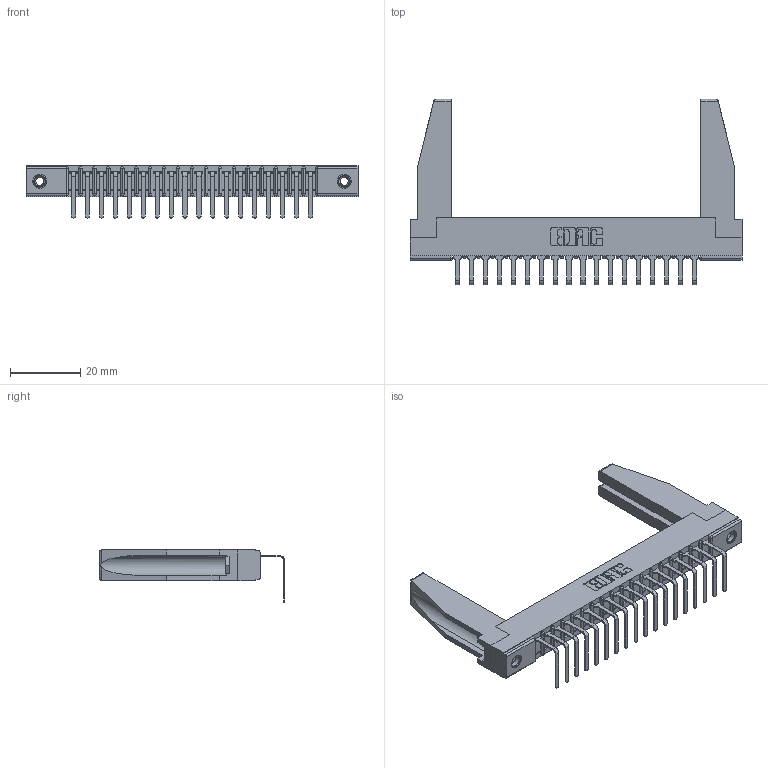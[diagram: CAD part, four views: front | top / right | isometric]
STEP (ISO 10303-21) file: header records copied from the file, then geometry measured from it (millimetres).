
FILE_DESCRIPTION (( 'STEP AP203' ), '1' );
FILE_NAME ('307-018-558-178.STEP', '2019-09-04T13:04:07', ( '' ), ( '' ), 'SwSTEP 2.0', 'SolidWorks 2016', '' );
FILE_SCHEMA (( 'CONFIG_CONTROL_DESIGN' ));
Length unit declared in the file: inch
Products named in the file (5): 307 Part_.156 Dia Mounting Holes; 307-290-001_558 - 2 (Single); 345-250-001_345-250-001-102; 307-220-078; 307-018-558-178
Assembly tree (23 placements, depth 2):
  307-018-558-178
    307 Part_.156 Dia Mounting Holes
    307-290-001_558 - 2 (Single)  x18
    307-220-078  x2
    345-250-001_345-250-001-102  x2
Bounding box: 94.34 x 52.67 x 14.81 mm (x, y, z)
Volume: 10040.9 mm3; surface area: 13548.8 mm2
Topology: 23 solids, 23 shells, 1347 faces, 3785 edges, 2438 vertices
Faces by surface type: plane 856, cylinder 437, sphere 38, cone 12, torus 4
Entity records: 20933 total; most frequent: CARTESIAN_POINT 3518, ORIENTED_EDGE 3460, DIRECTION 3392, EDGE_CURVE 1730, LINE 1320, VECTOR 1320, VERTEX_POINT 1120, AXIS2_PLACEMENT_3D 1036
